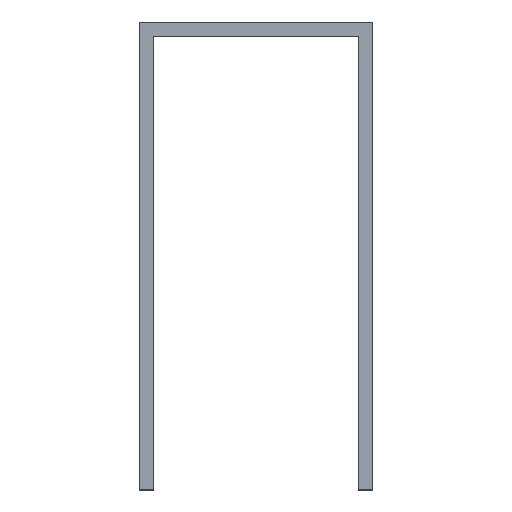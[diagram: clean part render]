
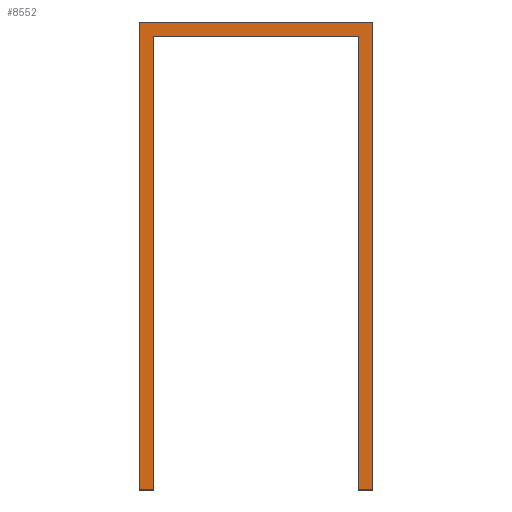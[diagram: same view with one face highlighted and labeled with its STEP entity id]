
A CAD part, top view. The second image highlights one B-rep face of the part: STEP entity #8552.
In plain terms, the highlighted planar face has unit normal (0, 0, 1).
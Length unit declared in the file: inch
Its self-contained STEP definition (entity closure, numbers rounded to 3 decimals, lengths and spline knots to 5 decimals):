
#13 = ORIENTED_EDGE ( 'NONE', *, *, #2882, .F. ) ;
#210 = DIRECTION ( 'NONE',  ( 0., -1., 0. ) ) ;
#219 = VECTOR ( 'NONE', #210, 39.37008 ) ;
#666 = LINE ( 'NONE', #4111, #5748 ) ;
#800 = VECTOR ( 'NONE', #6118, 39.37008 ) ;
#1287 = EDGE_CURVE ( 'NONE', #2140, #7047, #5287, .T. ) ;
#1321 = PLANE ( 'NONE',  #8036 ) ;
#1342 = EDGE_CURVE ( 'NONE', #7558, #7272, #1987, .T. ) ;
#1381 = CARTESIAN_POINT ( 'NONE',  ( 0.75, -2.91, 0.75 ) ) ;
#1454 = CARTESIAN_POINT ( 'NONE',  ( 4.02385, -2.91, 0.75 ) ) ;
#1523 = LINE ( 'NONE', #1454, #6616 ) ;
#1610 = CARTESIAN_POINT ( 'NONE',  ( 0.66, 0., 0.75 ) ) ;
#1833 = CARTESIAN_POINT ( 'NONE',  ( -0.75, 0.09, 0.75 ) ) ;
#1987 = LINE ( 'NONE', #2924, #6856 ) ;
#1994 = DIRECTION ( 'NONE',  ( 0., 0., -1. ) ) ;
#2036 = DIRECTION ( 'NONE',  ( 1., 0., 0. ) ) ;
#2140 = VERTEX_POINT ( 'NONE', #1833 ) ;
#2519 = CARTESIAN_POINT ( 'NONE',  ( -0.75, -2.91, 0.75 ) ) ;
#2713 = EDGE_CURVE ( 'NONE', #5029, #7047, #6093, .T. ) ;
#2736 = FACE_OUTER_BOUND ( 'NONE', #3558, .T. ) ;
#2773 = CARTESIAN_POINT ( 'NONE',  ( 0.75, 0.09, 0.75 ) ) ;
#2799 = CARTESIAN_POINT ( 'NONE',  ( 0.66, 0., 0.75 ) ) ;
#2862 = ORIENTED_EDGE ( 'NONE', *, *, #7338, .F. ) ;
#2882 = EDGE_CURVE ( 'NONE', #7272, #3010, #1523, .T. ) ;
#2924 = CARTESIAN_POINT ( 'NONE',  ( 0.75, 0.09, 0.75 ) ) ;
#2932 = CARTESIAN_POINT ( 'NONE',  ( 0.66, -2.91, 0.75 ) ) ;
#3010 = VERTEX_POINT ( 'NONE', #2932 ) ;
#3262 = CARTESIAN_POINT ( 'NONE',  ( -0.66, 0., 0.75 ) ) ;
#3272 = EDGE_CURVE ( 'NONE', #5029, #5426, #6080, .T. ) ;
#3296 = LINE ( 'NONE', #5993, #5041 ) ;
#3367 = EDGE_CURVE ( 'NONE', #5426, #4041, #3296, .T. ) ;
#3487 = EDGE_CURVE ( 'NONE', #4041, #3010, #6197, .T. ) ;
#3558 = EDGE_LOOP ( 'NONE', ( #4372, #5459, #13, #7406, #2862, #8368, #4409, #5257 ) ) ;
#4041 = VERTEX_POINT ( 'NONE', #1610 ) ;
#4098 = DIRECTION ( 'NONE',  ( -1., 0., 0. ) ) ;
#4111 = CARTESIAN_POINT ( 'NONE',  ( -0.75, 0.09, 0.75 ) ) ;
#4177 = CARTESIAN_POINT ( 'NONE',  ( -0.75, 0.09, 0.75 ) ) ;
#4372 = ORIENTED_EDGE ( 'NONE', *, *, #3367, .T. ) ;
#4409 = ORIENTED_EDGE ( 'NONE', *, *, #2713, .F. ) ;
#4494 = CARTESIAN_POINT ( 'NONE',  ( -0.66, 0., 0.75 ) ) ;
#4781 = CARTESIAN_POINT ( 'NONE',  ( 4.02385, -2.91, 0.75 ) ) ;
#5029 = VERTEX_POINT ( 'NONE', #7994 ) ;
#5041 = VECTOR ( 'NONE', #2036, 39.37008 ) ;
#5257 = ORIENTED_EDGE ( 'NONE', *, *, #3272, .T. ) ;
#5287 = LINE ( 'NONE', #4177, #219 ) ;
#5408 = DIRECTION ( 'NONE',  ( 0., -1., 0. ) ) ;
#5426 = VERTEX_POINT ( 'NONE', #4494 ) ;
#5459 = ORIENTED_EDGE ( 'NONE', *, *, #3487, .T. ) ;
#5748 = VECTOR ( 'NONE', #8073, 39.37008 ) ;
#5949 = CARTESIAN_POINT ( 'NONE',  ( -0.75, 0.09, 0.75 ) ) ;
#5974 = VECTOR ( 'NONE', #5408, 39.37008 ) ;
#5993 = CARTESIAN_POINT ( 'NONE',  ( 0.66, 0., 0.75 ) ) ;
#6080 = LINE ( 'NONE', #3262, #7431 ) ;
#6093 = LINE ( 'NONE', #4781, #800 ) ;
#6118 = DIRECTION ( 'NONE',  ( -1., 0., 0. ) ) ;
#6197 = LINE ( 'NONE', #2799, #5974 ) ;
#6616 = VECTOR ( 'NONE', #4098, 39.37008 ) ;
#6628 = DIRECTION ( 'NONE',  ( -1., 0., 0. ) ) ;
#6856 = VECTOR ( 'NONE', #7544, 39.37008 ) ;
#7047 = VERTEX_POINT ( 'NONE', #2519 ) ;
#7272 = VERTEX_POINT ( 'NONE', #1381 ) ;
#7338 = EDGE_CURVE ( 'NONE', #2140, #7558, #666, .T. ) ;
#7406 = ORIENTED_EDGE ( 'NONE', *, *, #1342, .F. ) ;
#7431 = VECTOR ( 'NONE', #7876, 39.37008 ) ;
#7544 = DIRECTION ( 'NONE',  ( 0., -1., 0. ) ) ;
#7558 = VERTEX_POINT ( 'NONE', #2773 ) ;
#7876 = DIRECTION ( 'NONE',  ( 0., 1., 0. ) ) ;
#7994 = CARTESIAN_POINT ( 'NONE',  ( -0.66, -2.91, 0.75 ) ) ;
#8036 = AXIS2_PLACEMENT_3D ( 'NONE', #5949, #1994, #6628 ) ;
#8073 = DIRECTION ( 'NONE',  ( 1., 0., 0. ) ) ;
#8368 = ORIENTED_EDGE ( 'NONE', *, *, #1287, .T. ) ;
#8552 = ADVANCED_FACE ( 'NONE', ( #2736 ), #1321, .F. ) ;
